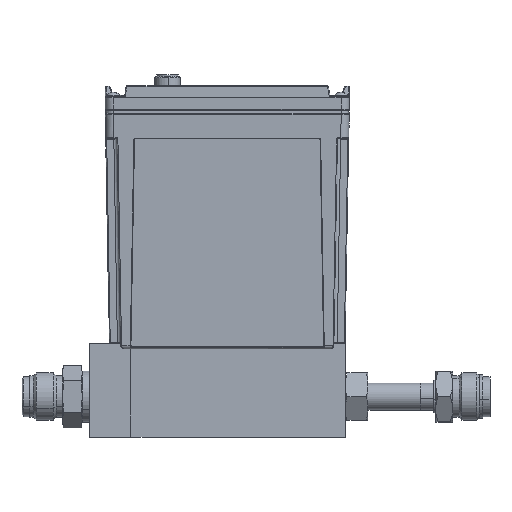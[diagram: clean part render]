
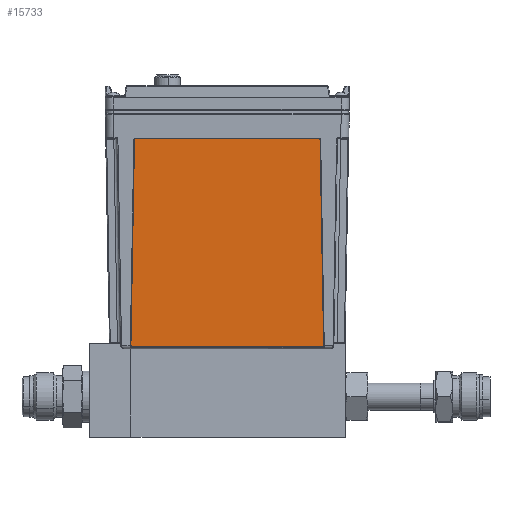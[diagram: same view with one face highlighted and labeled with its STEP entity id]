
A CAD part, top view. The second image highlights one B-rep face of the part: STEP entity #15733.
In plain terms, the highlighted planar face has unit normal (0, -0.018, 1).
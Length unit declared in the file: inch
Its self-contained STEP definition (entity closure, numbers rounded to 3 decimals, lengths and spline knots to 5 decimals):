
#143 = CARTESIAN_POINT ( 'NONE',  ( -2.74315, 0.80953, 0.96303 ) ) ;
#652 = AXIS2_PLACEMENT_3D ( 'NONE', #5466, #38589, #10240 ) ;
#3110 = VERTEX_POINT ( 'NONE', #40085 ) ;
#3243 = EDGE_LOOP ( 'NONE', ( #50377, #22197, #29990, #25313, #5090, #38287, #46098, #34553, #19810 ) ) ;
#4269 = CARTESIAN_POINT ( 'NONE',  ( 0.77015, 0.82953, 0.96338 ) ) ;
#4714 = VERTEX_POINT ( 'NONE', #46662 ) ;
#5090 = ORIENTED_EDGE ( 'NONE', *, *, #37520, .T. ) ;
#5466 = CARTESIAN_POINT ( 'NONE',  ( -2.74315, 0.82953, 0.96338 ) ) ;
#6022 = AXIS2_PLACEMENT_3D ( 'NONE', #50391, #22054, #55067 ) ;
#6025 = LINE ( 'NONE', #46316, #54822 ) ;
#6071 = VERTEX_POINT ( 'NONE', #8500 ) ;
#6347 = AXIS2_PLACEMENT_3D ( 'NONE', #36123, #7803, #40942 ) ;
#7803 = DIRECTION ( 'NONE',  ( 0., -0.017, 1. ) ) ;
#8457 = DIRECTION ( 'NONE',  ( 1., 0., 0. ) ) ;
#8500 = CARTESIAN_POINT ( 'NONE',  ( 0.79014, 0.82988, 0.96339 ) ) ;
#9050 = DIRECTION ( 'NONE',  ( 1., 0., 0. ) ) ;
#10129 = VERTEX_POINT ( 'NONE', #16490 ) ;
#10240 = DIRECTION ( 'NONE',  ( 1., 0., 0. ) ) ;
#13247 = AXIS2_PLACEMENT_3D ( 'NONE', #17707, #50782, #22448 ) ;
#13757 = CARTESIAN_POINT ( 'NONE',  ( 0.7235, 4.63895, 1.02987 ) ) ;
#15418 = EDGE_CURVE ( 'NONE', #47720, #3110, #6025, .T. ) ;
#15733 = ADVANCED_FACE ( 'NONE', ( #39302 ), #16674, .T. ) ;
#16490 = CARTESIAN_POINT ( 'NONE',  ( -2.76315, 0.82953, 0.96338 ) ) ;
#16674 = PLANE ( 'NONE',  #36213 ) ;
#16843 = AXIS2_PLACEMENT_3D ( 'NONE', #4269, #37378, #9050 ) ;
#17209 = VERTEX_POINT ( 'NONE', #36722 ) ;
#17707 = CARTESIAN_POINT ( 'NONE',  ( -2.67685, 4.61895, 1.02953 ) ) ;
#18224 = LINE ( 'NONE', #13757, #54416 ) ;
#18448 = DIRECTION ( 'NONE',  ( -1., 0., 0. ) ) ;
#19810 = ORIENTED_EDGE ( 'NONE', *, *, #44286, .T. ) ;
#22054 = DIRECTION ( 'NONE',  ( 0., -0.017, 1. ) ) ;
#22197 = ORIENTED_EDGE ( 'NONE', *, *, #26924, .T. ) ;
#22448 = DIRECTION ( 'NONE',  ( 1., 0., 0. ) ) ;
#23248 = VERTEX_POINT ( 'NONE', #57192 ) ;
#23637 = DIRECTION ( 'NONE',  ( -0.017, -1., -0.017 ) ) ;
#25100 = CIRCLE ( 'NONE', #6347, 0.02 ) ;
#25313 = ORIENTED_EDGE ( 'NONE', *, *, #33254, .T. ) ;
#25725 = EDGE_CURVE ( 'NONE', #4714, #17209, #35516, .T. ) ;
#26385 = CARTESIAN_POINT ( 'NONE',  ( -0.9865, 4.63895, 1.02987 ) ) ;
#26924 = EDGE_CURVE ( 'NONE', #3110, #6071, #39134, .T. ) ;
#27359 = CIRCLE ( 'NONE', #6022, 0.02 ) ;
#28547 = DIRECTION ( 'NONE',  ( -0.017, 1., 0.017 ) ) ;
#29990 = ORIENTED_EDGE ( 'NONE', *, *, #57280, .T. ) ;
#31142 = DIRECTION ( 'NONE',  ( 1., 0., 0. ) ) ;
#33254 = EDGE_CURVE ( 'NONE', #34808, #54772, #27359, .T. ) ;
#33336 = VECTOR ( 'NONE', #28547, 39.37008 ) ;
#34553 = ORIENTED_EDGE ( 'NONE', *, *, #47953, .T. ) ;
#34808 = VERTEX_POINT ( 'NONE', #58113 ) ;
#35516 = CIRCLE ( 'NONE', #13247, 0.02 ) ;
#35543 = LINE ( 'NONE', #47255, #59167 ) ;
#36123 = CARTESIAN_POINT ( 'NONE',  ( -2.74315, 0.82953, 0.96338 ) ) ;
#36213 = AXIS2_PLACEMENT_3D ( 'NONE', #26385, #59395, #31142 ) ;
#36722 = CARTESIAN_POINT ( 'NONE',  ( -2.69684, 4.6193, 1.02953 ) ) ;
#37378 = DIRECTION ( 'NONE',  ( 0., -0.017, 1. ) ) ;
#37520 = EDGE_CURVE ( 'NONE', #54772, #4714, #18224, .T. ) ;
#38287 = ORIENTED_EDGE ( 'NONE', *, *, #25725, .T. ) ;
#38589 = DIRECTION ( 'NONE',  ( 0., -0.017, 1. ) ) ;
#38896 = CIRCLE ( 'NONE', #652, 0.02 ) ;
#39134 = CIRCLE ( 'NONE', #16843, 0.02 ) ;
#39302 = FACE_OUTER_BOUND ( 'NONE', #3243, .T. ) ;
#40085 = CARTESIAN_POINT ( 'NONE',  ( 0.77015, 0.80953, 0.96303 ) ) ;
#40942 = DIRECTION ( 'NONE',  ( 1., 0., 0. ) ) ;
#44286 = EDGE_CURVE ( 'NONE', #10129, #47720, #38896, .T. ) ;
#46098 = ORIENTED_EDGE ( 'NONE', *, *, #46218, .T. ) ;
#46218 = EDGE_CURVE ( 'NONE', #17209, #23248, #35543, .T. ) ;
#46316 = CARTESIAN_POINT ( 'NONE',  ( -2.7635, 0.80953, 0.96303 ) ) ;
#46662 = CARTESIAN_POINT ( 'NONE',  ( -2.67685, 4.63895, 1.02987 ) ) ;
#47201 = CARTESIAN_POINT ( 'NONE',  ( 0.7905, 0.80953, 0.96303 ) ) ;
#47255 = CARTESIAN_POINT ( 'NONE',  ( -2.6965, 4.63895, 1.02987 ) ) ;
#47720 = VERTEX_POINT ( 'NONE', #143 ) ;
#47953 = EDGE_CURVE ( 'NONE', #23248, #10129, #25100, .T. ) ;
#50377 = ORIENTED_EDGE ( 'NONE', *, *, #15418, .T. ) ;
#50391 = CARTESIAN_POINT ( 'NONE',  ( 0.70385, 4.61895, 1.02953 ) ) ;
#50782 = DIRECTION ( 'NONE',  ( 0., -0.017, 1. ) ) ;
#54416 = VECTOR ( 'NONE', #18448, 39.37008 ) ;
#54772 = VERTEX_POINT ( 'NONE', #55541 ) ;
#54822 = VECTOR ( 'NONE', #8457, 39.37008 ) ;
#55067 = DIRECTION ( 'NONE',  ( 1., 0., 0. ) ) ;
#55541 = CARTESIAN_POINT ( 'NONE',  ( 0.70385, 4.63895, 1.02987 ) ) ;
#57192 = CARTESIAN_POINT ( 'NONE',  ( -2.76314, 0.82988, 0.96339 ) ) ;
#57280 = EDGE_CURVE ( 'NONE', #6071, #34808, #58410, .T. ) ;
#58113 = CARTESIAN_POINT ( 'NONE',  ( 0.72384, 4.6193, 1.02953 ) ) ;
#58410 = LINE ( 'NONE', #47201, #33336 ) ;
#59167 = VECTOR ( 'NONE', #23637, 39.37008 ) ;
#59395 = DIRECTION ( 'NONE',  ( 0., -0.017, 1. ) ) ;
